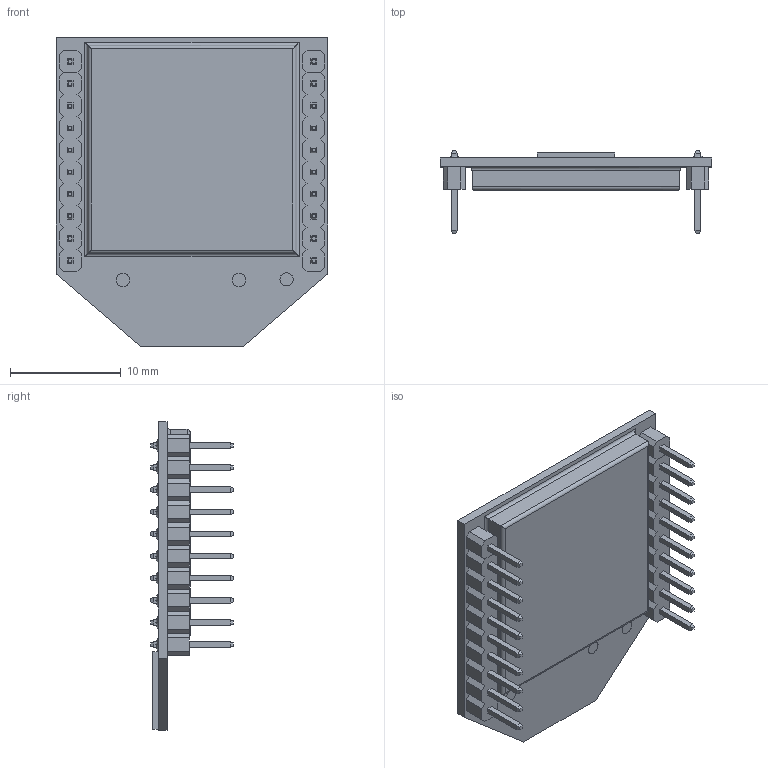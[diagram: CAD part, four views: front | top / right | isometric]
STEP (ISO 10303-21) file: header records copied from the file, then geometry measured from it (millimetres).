
FILE_DESCRIPTION (( 'STEP AP203' ), '1' );
FILE_NAME ('XBee Chip.STEP', '2013-06-07T20:54:15', ( 'BNSFUser' ), ( 'Hewlett-Packard Company' ), 'SwSTEP 2.0', 'SolidWorks 2013', '' );
FILE_SCHEMA (( 'CONFIG_CONTROL_DESIGN' ));
Length unit declared in the file: millimetre
Products named in the file (4): XBee Chip; User Library-XBee-Chip_XBee-10pin-male_1; User Library-XBee-Chip_XBee-Chip_1; User Library-XBee-Chip_XBee-Chip-antenna_1
Assembly tree (4 placements, depth 2):
  XBee Chip
    User Library-XBee-Chip_XBee-10pin-male_1  x2
    User Library-XBee-Chip_XBee-Chip_1
    User Library-XBee-Chip_XBee-Chip-antenna_1
Bounding box: 24.5 x 7.5 x 27.9 mm (x, y, z)
Volume: 1448.7 mm3; surface area: 2229.1 mm2
Topology: 13 solids, 13 shells, 674 faces, 1581 edges, 978 vertices
Faces by surface type: plane 576, cylinder 58, bspline 40
Entity records: 12499 total; most frequent: CARTESIAN_POINT 2736, ORIENTED_EDGE 1898, DIRECTION 1827, EDGE_CURVE 949, LINE 761, VECTOR 761, VERTEX_POINT 610, AXIS2_PLACEMENT_3D 533
